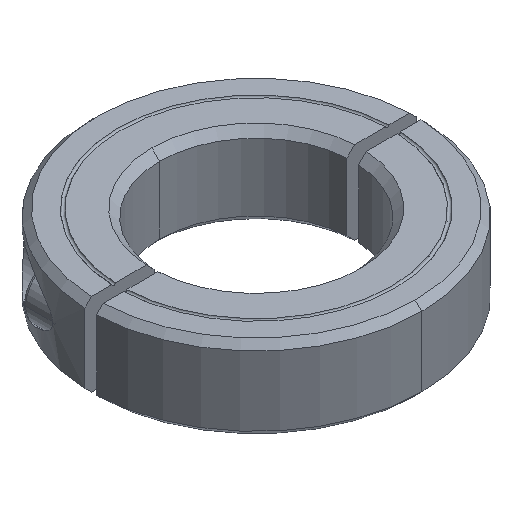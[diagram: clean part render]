
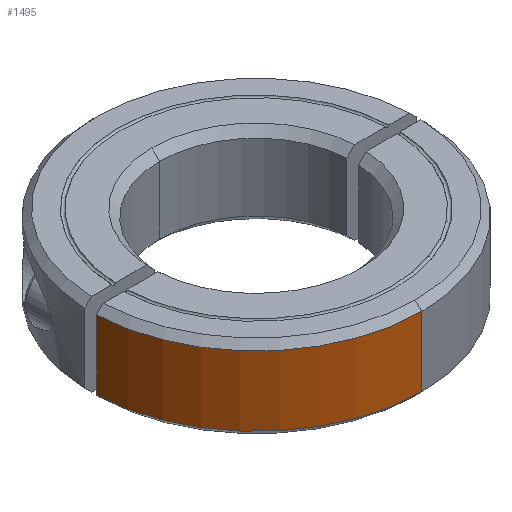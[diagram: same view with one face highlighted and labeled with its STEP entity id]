
A CAD part, isometric view. The second image highlights one B-rep face of the part: STEP entity #1495.
In plain terms, the highlighted cylindrical face has radius 30 mm (diameter 60 mm), a partial arc.
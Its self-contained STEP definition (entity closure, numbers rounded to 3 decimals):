
#687=EDGE_CURVE('',#871,#755,#1816,.T.);
#735=EDGE_CURVE('',#755,#1249,#1869,.T.);
#755=VERTEX_POINT('',#1891);
#871=VERTEX_POINT('',#2017);
#911=EDGE_CURVE('',#1249,#1403,#2065,.T.);
#1249=VERTEX_POINT('',#2448);
#1403=VERTEX_POINT('',#2615);
#1495=ADVANCED_FACE('',(#2719),#2720,.T.);
#1507=EDGE_CURVE('',#871,#1403,#2733,.T.);
#1816=LINE('',#3167,#3168);
#1869=CIRCLE('',#3281,30.0);
#1891=CARTESIAN_POINT('',(-29.982,-1.05,1.2));
#2017=CARTESIAN_POINT('',(-29.982,-1.05,13.8));
#2065=LINE('',#3570,#3571);
#2448=CARTESIAN_POINT('',(0.,-30.0,1.2));
#2615=CARTESIAN_POINT('',(0.,-30.0,13.8));
#2719=FACE_OUTER_BOUND('',#4657,.T.);
#2720=CYLINDRICAL_SURFACE('',#4658,30.0);
#2733=CIRCLE('',#4677,30.0);
#3167=CARTESIAN_POINT('',(-29.982,-1.05,7.5));
#3168=VECTOR('',#5153,1.0);
#3281=AXIS2_PLACEMENT_3D('',#5207,#5208,#5209);
#3570=CARTESIAN_POINT('',(0.,-30.0,7.5));
#3571=VECTOR('',#5428,1.0);
#4657=EDGE_LOOP('',(#6197,#6198,#6199,#6200));
#4658=AXIS2_PLACEMENT_3D('',#6201,#6202,#6203);
#4677=AXIS2_PLACEMENT_3D('',#6217,#6218,#6219);
#5153=DIRECTION('',(0.,0.,-1.0));
#5207=CARTESIAN_POINT('',(0.,0.,1.2));
#5208=DIRECTION('',(0.,0.,1.0));
#5209=DIRECTION('',(0.0,-1.0,0.));
#5428=DIRECTION('',(0.,0.,1.0));
#6197=ORIENTED_EDGE('',*,*,#911,.T.);
#6198=ORIENTED_EDGE('',*,*,#1507,.F.);
#6199=ORIENTED_EDGE('',*,*,#687,.T.);
#6200=ORIENTED_EDGE('',*,*,#735,.T.);
#6201=CARTESIAN_POINT('',(0.,0.,7.5));
#6202=DIRECTION('',(0.,0.,-1.0));
#6203=DIRECTION('',(0.0,-1.0,0.));
#6217=CARTESIAN_POINT('',(0.,0.,13.8));
#6218=DIRECTION('',(0.,0.,1.0));
#6219=DIRECTION('',(0.0,-1.0,0.));
